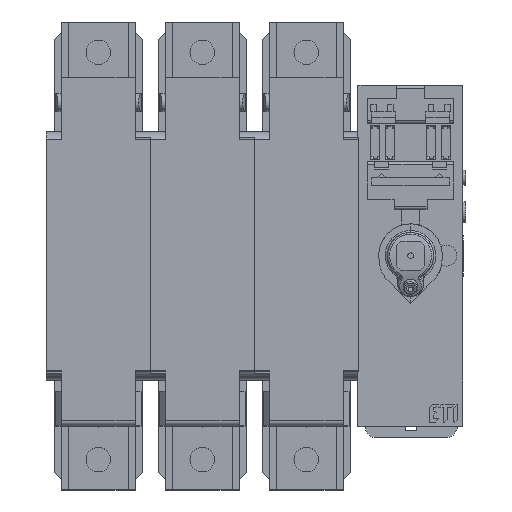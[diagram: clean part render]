
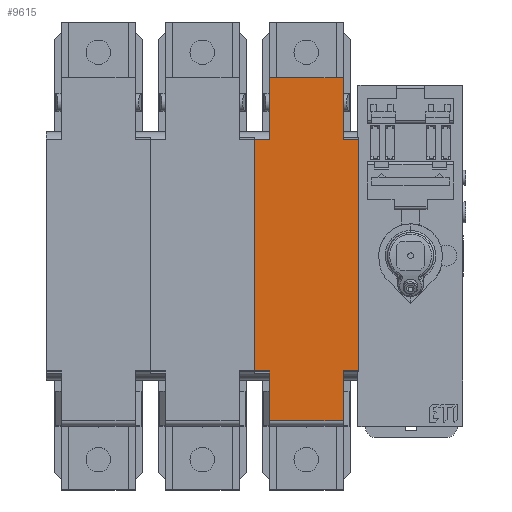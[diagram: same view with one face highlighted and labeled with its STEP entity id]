
A CAD part, top view. The second image highlights one B-rep face of the part: STEP entity #9615.
In plain terms, the highlighted planar face has unit normal (0, 0, 1).
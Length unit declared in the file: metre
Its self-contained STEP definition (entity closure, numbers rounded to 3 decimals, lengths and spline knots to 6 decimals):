
#7638=DIRECTION('',(0.,1.,0.));
#7639=VECTOR('',#7638,0.0215);
#7640=CARTESIAN_POINT('',(-0.0489,0.04,0.1268));
#7641=LINE('',#7640,#7639);
#7708=DIRECTION('',(1.,0.,0.));
#7709=VECTOR('',#7708,0.0256);
#7710=CARTESIAN_POINT('',(-0.0489,0.0615,0.1268));
#7711=LINE('',#7710,#7709);
#7715=DIRECTION('',(0.,1.,0.));
#7716=VECTOR('',#7715,0.0215);
#7717=CARTESIAN_POINT('',(-0.0233,0.04,0.1268));
#7718=LINE('',#7717,#7716);
#7722=DIRECTION('',(0.,-1.,0.));
#7723=VECTOR('',#7722,0.01725);
#7724=CARTESIAN_POINT('',(-0.0489,-0.04,0.1268));
#7725=LINE('',#7724,#7723);
#7736=DIRECTION('',(1.,0.,0.));
#7737=VECTOR('',#7736,0.0052);
#7738=CARTESIAN_POINT('',(-0.0233,0.04,0.1268));
#7739=LINE('',#7738,#7737);
#7785=DIRECTION('',(0.,-1.,0.));
#7786=VECTOR('',#7785,0.08);
#7787=CARTESIAN_POINT('',(-0.0181,0.04,0.1268));
#7788=LINE('',#7787,#7786);
#8038=DIRECTION('',(0.,-1.,0.));
#8039=VECTOR('',#8038,0.01725);
#8040=CARTESIAN_POINT('',(-0.0233,-0.04,0.1268));
#8041=LINE('',#8040,#8039);
#8597=DIRECTION('',(0.,1.,0.));
#8598=VECTOR('',#8597,0.08);
#8599=CARTESIAN_POINT('',(-0.0541,-0.04,0.1268));
#8600=LINE('',#8599,#8598);
#8618=DIRECTION('',(-1.,0.,0.));
#8619=VECTOR('',#8618,0.0052);
#8620=CARTESIAN_POINT('',(-0.0489,-0.04,0.1268));
#8621=LINE('',#8620,#8619);
#8730=DIRECTION('',(1.,0.,0.));
#8731=VECTOR('',#8730,0.0052);
#8732=CARTESIAN_POINT('',(-0.0541,0.04,0.1268));
#8733=LINE('',#8732,#8731);
#8744=DIRECTION('',(-1.,0.,0.));
#8745=VECTOR('',#8744,0.0256);
#8746=CARTESIAN_POINT('',(-0.0233,-0.05725,0.1268));
#8747=LINE('',#8746,#8745);
#8877=DIRECTION('',(-1.,0.,0.));
#8878=VECTOR('',#8877,0.0052);
#8879=CARTESIAN_POINT('',(-0.0181,-0.04,0.1268));
#8880=LINE('',#8879,#8878);
#8988=CARTESIAN_POINT('',(-0.0233,0.0615,0.1268));
#8989=VERTEX_POINT('',#8988);
#8990=CARTESIAN_POINT('',(-0.0233,0.04,0.1268));
#8991=VERTEX_POINT('',#8990);
#9030=CARTESIAN_POINT('',(-0.0233,-0.04,0.1268));
#9031=CARTESIAN_POINT('',(-0.0233,-0.05725,0.1268));
#9032=VERTEX_POINT('',#9030);
#9033=VERTEX_POINT('',#9031);
#9034=CARTESIAN_POINT('',(-0.0181,-0.04,0.1268));
#9035=VERTEX_POINT('',#9034);
#9036=CARTESIAN_POINT('',(-0.0489,-0.05725,0.1268));
#9037=VERTEX_POINT('',#9036);
#9090=CARTESIAN_POINT('',(-0.0181,0.04,0.1268));
#9091=VERTEX_POINT('',#9090);
#9118=CARTESIAN_POINT('',(-0.0541,0.04,0.1268));
#9119=VERTEX_POINT('',#9118);
#9128=CARTESIAN_POINT('',(-0.0489,0.0615,0.1268));
#9129=VERTEX_POINT('',#9128);
#9178=CARTESIAN_POINT('',(-0.0541,-0.04,0.1268));
#9179=VERTEX_POINT('',#9178);
#9184=CARTESIAN_POINT('',(-0.0489,-0.04,0.1268));
#9185=VERTEX_POINT('',#9184);
#9186=CARTESIAN_POINT('',(-0.0489,0.04,0.1268));
#9187=VERTEX_POINT('',#9186);
#9587=CARTESIAN_POINT('',(-0.0489,0.06025,0.1268));
#9588=DIRECTION('',(0.,0.,1.));
#9589=DIRECTION('',(1.,0.,0.));
#9590=AXIS2_PLACEMENT_3D('',#9587,#9588,#9589);
#9591=PLANE('',#9590);
#9592=ORIENTED_EDGE('',*,*,#9327,.F.);
#9594=ORIENTED_EDGE('',*,*,#9593,.T.);
#9596=ORIENTED_EDGE('',*,*,#9595,.T.);
#9598=ORIENTED_EDGE('',*,*,#9597,.T.);
#9600=ORIENTED_EDGE('',*,*,#9599,.T.);
#9602=ORIENTED_EDGE('',*,*,#9601,.T.);
#9604=ORIENTED_EDGE('',*,*,#9603,.F.);
#9606=ORIENTED_EDGE('',*,*,#9605,.T.);
#9608=ORIENTED_EDGE('',*,*,#9607,.T.);
#9610=ORIENTED_EDGE('',*,*,#9609,.T.);
#9611=ORIENTED_EDGE('',*,*,#9509,.T.);
#9612=ORIENTED_EDGE('',*,*,#9575,.T.);
#9613=EDGE_LOOP('',(#9592,#9594,#9596,#9598,#9600,#9602,#9604,#9606,#9608,#9610,
#9611,#9612));
#9614=FACE_OUTER_BOUND('',#9613,.F.);
#9327=EDGE_CURVE('',#8991,#8989,#7718,.T.);
#9509=EDGE_CURVE('',#9187,#9129,#7641,.T.);
#9575=EDGE_CURVE('',#9129,#8989,#7711,.T.);
#9593=EDGE_CURVE('',#8991,#9091,#7739,.T.);
#9595=EDGE_CURVE('',#9091,#9035,#7788,.T.);
#9597=EDGE_CURVE('',#9035,#9032,#8880,.T.);
#9599=EDGE_CURVE('',#9032,#9033,#8041,.T.);
#9601=EDGE_CURVE('',#9033,#9037,#8747,.T.);
#9603=EDGE_CURVE('',#9185,#9037,#7725,.T.);
#9605=EDGE_CURVE('',#9185,#9179,#8621,.T.);
#9607=EDGE_CURVE('',#9179,#9119,#8600,.T.);
#9609=EDGE_CURVE('',#9119,#9187,#8733,.T.);
#9615=ADVANCED_FACE('',(#9614),#9591,.T.);
